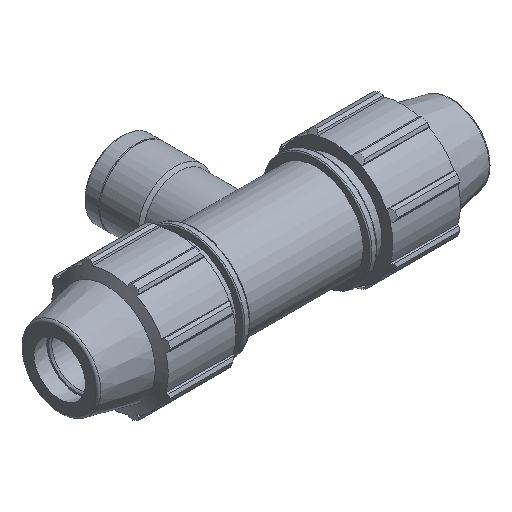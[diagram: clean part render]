
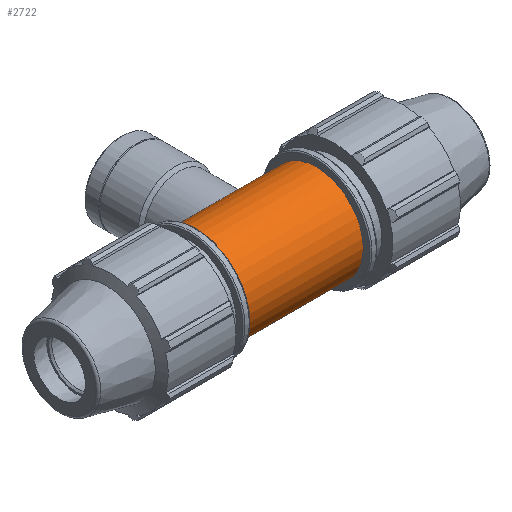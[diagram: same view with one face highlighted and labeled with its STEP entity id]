
A CAD part, isometric view. The second image highlights one B-rep face of the part: STEP entity #2722.
In plain terms, the highlighted cylindrical face has radius 14.625 mm (diameter 29.25 mm), a full revolution.
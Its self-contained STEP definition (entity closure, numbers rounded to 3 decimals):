
#576=B_SPLINE_CURVE_WITH_KNOTS('',3,(#3925,#3926,#3927,#3928,#3929,#3930,
#3931,#3932,#3933,#3934,#3935,#3936,#3937,#3938,#3939,#3940,#3941,#3942,
#3943,#3944,#3945,#3946,#3947,#3948,#3949,#3950,#3951,#3952,#3953,#3954,
#3955,#3956,#3957,#3958,#3959,#3960,#3961,#3962,#3963,#3964,#3965,#3966,
#3967,#3968,#3969,#3970,#3971,#3972,#3973,#3974),.UNSPECIFIED.,.T.,.F.,
(4,2,2,2,2,2,2,2,2,2,2,2,2,2,2,2,2,2,2,2,2,2,2,2,4),(0.,0.215,
0.429,0.859,1.28,1.491,1.702,
1.913,2.123,2.545,2.974,3.189,
3.404,3.618,3.833,4.262,4.684,
4.895,5.105,5.316,5.527,5.948,
6.378,6.593,6.807),.UNSPECIFIED.);
#577=FACE_BOUND('',#782,.T.);
#578=FACE_BOUND('',#783,.T.);
#624=FACE_OUTER_BOUND('',#781,.T.);
#781=EDGE_LOOP('',(#1757));
#782=EDGE_LOOP('',(#1758));
#783=EDGE_LOOP('',(#1759));
#985=CIRCLE('',#2882,14.625);
#986=CIRCLE('',#2883,14.625);
#1107=VERTEX_POINT('',#3920);
#1108=VERTEX_POINT('',#3922);
#1109=VERTEX_POINT('',#3924);
#1376=EDGE_CURVE('',#1107,#1107,#985,.T.);
#1377=EDGE_CURVE('',#1108,#1108,#986,.T.);
#1378=EDGE_CURVE('',#1109,#1109,#576,.T.);
#1757=ORIENTED_EDGE('',*,*,#1376,.F.);
#1758=ORIENTED_EDGE('',*,*,#1377,.T.);
#1759=ORIENTED_EDGE('',*,*,#1378,.F.);
#2519=CYLINDRICAL_SURFACE('',#2881,14.625);
#2722=ADVANCED_FACE('',(#624,#577,#578),#2519,.T.);
#2881=AXIS2_PLACEMENT_3D('',#3919,#3164,#3165);
#2882=AXIS2_PLACEMENT_3D('',#3921,#3166,#3167);
#2883=AXIS2_PLACEMENT_3D('',#3923,#3168,#3169);
#3164=DIRECTION('center_axis',(1.,0.,0.));
#3165=DIRECTION('ref_axis',(0.,1.,0.));
#3166=DIRECTION('center_axis',(1.,0.,0.));
#3167=DIRECTION('ref_axis',(0.,0.,-1.));
#3168=DIRECTION('center_axis',(1.,0.,0.));
#3169=DIRECTION('ref_axis',(0.,0.,-1.));
#3919=CARTESIAN_POINT('Origin',(9.353,0.,0.));
#3920=CARTESIAN_POINT('',(18.707,14.625,0.));
#3921=CARTESIAN_POINT('Origin',(18.707,0.,0.));
#3922=CARTESIAN_POINT('',(-18.707,14.625,0.));
#3923=CARTESIAN_POINT('Origin',(-18.707,0.,
0.));
#3924=CARTESIAN_POINT('',(0.,9.956,10.713));
#3925=CARTESIAN_POINT('Ctrl Pts',(0.,9.956,
10.713));
#3926=CARTESIAN_POINT('Ctrl Pts',(0.716,9.956,10.713));
#3927=CARTESIAN_POINT('Ctrl Pts',(1.436,10.036,10.64));
#3928=CARTESIAN_POINT('Ctrl Pts',(2.842,10.331,10.354));
#3929=CARTESIAN_POINT('Ctrl Pts',(3.527,10.546,10.14));
#3930=CARTESIAN_POINT('Ctrl Pts',(5.479,11.301,9.313));
#3931=CARTESIAN_POINT('Ctrl Pts',(6.645,11.947,8.506));
#3932=CARTESIAN_POINT('Ctrl Pts',(8.488,13.063,6.662));
#3933=CARTESIAN_POINT('Ctrl Pts',(9.307,13.623,5.494));
#3934=CARTESIAN_POINT('Ctrl Pts',(10.142,14.211,3.524));
#3935=CARTESIAN_POINT('Ctrl Pts',(10.357,14.366,2.831));
#3936=CARTESIAN_POINT('Ctrl Pts',(10.643,14.573,1.42));
#3937=CARTESIAN_POINT('Ctrl Pts',(10.713,14.625,0.703));
#3938=CARTESIAN_POINT('Ctrl Pts',(10.713,14.625,-0.703));
#3939=CARTESIAN_POINT('Ctrl Pts',(10.643,14.573,-1.42));
#3940=CARTESIAN_POINT('Ctrl Pts',(10.357,14.366,-2.831));
#3941=CARTESIAN_POINT('Ctrl Pts',(10.142,14.211,-3.524));
#3942=CARTESIAN_POINT('Ctrl Pts',(9.307,13.623,-5.494));
#3943=CARTESIAN_POINT('Ctrl Pts',(8.488,13.063,-6.662));
#3944=CARTESIAN_POINT('Ctrl Pts',(6.645,11.947,-8.506));
#3945=CARTESIAN_POINT('Ctrl Pts',(5.479,11.301,-9.313));
#3946=CARTESIAN_POINT('Ctrl Pts',(3.527,10.546,-10.14));
#3947=CARTESIAN_POINT('Ctrl Pts',(2.842,10.331,-10.354));
#3948=CARTESIAN_POINT('Ctrl Pts',(1.436,10.036,-10.64));
#3949=CARTESIAN_POINT('Ctrl Pts',(0.716,9.956,-10.713));
#3950=CARTESIAN_POINT('Ctrl Pts',(-0.716,9.956,-10.713));
#3951=CARTESIAN_POINT('Ctrl Pts',(-1.436,10.036,-10.64));
#3952=CARTESIAN_POINT('Ctrl Pts',(-2.842,10.331,-10.354));
#3953=CARTESIAN_POINT('Ctrl Pts',(-3.527,10.546,-10.14));
#3954=CARTESIAN_POINT('Ctrl Pts',(-5.479,11.301,-9.313));
#3955=CARTESIAN_POINT('Ctrl Pts',(-6.645,11.947,-8.506));
#3956=CARTESIAN_POINT('Ctrl Pts',(-8.488,13.063,-6.662));
#3957=CARTESIAN_POINT('Ctrl Pts',(-9.307,13.623,-5.494));
#3958=CARTESIAN_POINT('Ctrl Pts',(-10.142,14.211,-3.524));
#3959=CARTESIAN_POINT('Ctrl Pts',(-10.357,14.366,-2.831));
#3960=CARTESIAN_POINT('Ctrl Pts',(-10.643,14.573,-1.42));
#3961=CARTESIAN_POINT('Ctrl Pts',(-10.713,14.625,-0.703));
#3962=CARTESIAN_POINT('Ctrl Pts',(-10.713,14.625,0.703));
#3963=CARTESIAN_POINT('Ctrl Pts',(-10.643,14.573,1.42));
#3964=CARTESIAN_POINT('Ctrl Pts',(-10.357,14.366,2.831));
#3965=CARTESIAN_POINT('Ctrl Pts',(-10.142,14.211,3.524));
#3966=CARTESIAN_POINT('Ctrl Pts',(-9.307,13.623,5.494));
#3967=CARTESIAN_POINT('Ctrl Pts',(-8.488,13.063,6.662));
#3968=CARTESIAN_POINT('Ctrl Pts',(-6.645,11.947,8.506));
#3969=CARTESIAN_POINT('Ctrl Pts',(-5.479,11.301,9.313));
#3970=CARTESIAN_POINT('Ctrl Pts',(-3.527,10.546,10.14));
#3971=CARTESIAN_POINT('Ctrl Pts',(-2.842,10.331,10.354));
#3972=CARTESIAN_POINT('Ctrl Pts',(-1.436,10.036,10.64));
#3973=CARTESIAN_POINT('Ctrl Pts',(-0.716,9.956,10.713));
#3974=CARTESIAN_POINT('Ctrl Pts',(0.,9.956,
10.713));
